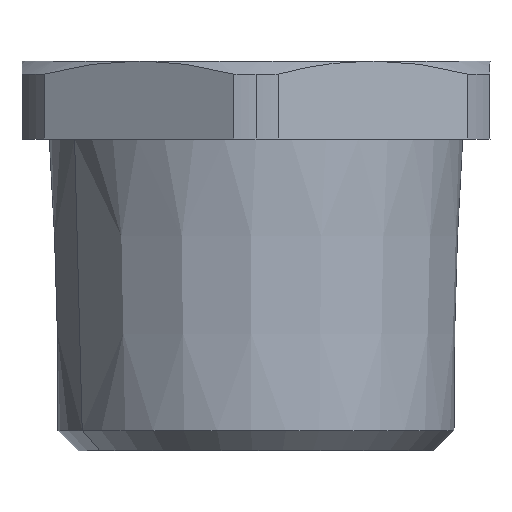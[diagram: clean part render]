
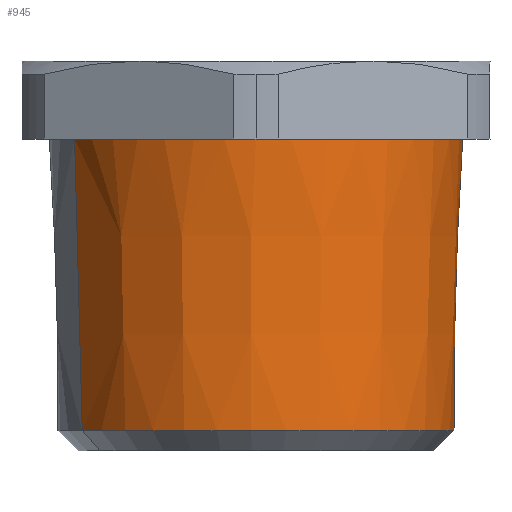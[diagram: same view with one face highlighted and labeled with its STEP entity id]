
A CAD part, front view. The second image highlights one B-rep face of the part: STEP entity #945.
In plain terms, the highlighted conical face has half-angle 1.7 degrees and reference radius 10.125 mm.
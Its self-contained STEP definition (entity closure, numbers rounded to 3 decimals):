
#655=AXIS2_PLACEMENT_3D('Circle Axis2P3D',#653,#654,$) ;
#662=AXIS2_PLACEMENT_3D('Circle Axis2P3D',#660,#661,$) ;
#931=AXIS2_PLACEMENT_3D('Cone Axis2P3D',#928,#929,#930) ;
#935=AXIS2_PLACEMENT_3D('Circle Axis2P3D',#933,#934,$) ;
#648=CARTESIAN_POINT('Vertex',(2.698,8.168,16.)) ;
#653=CARTESIAN_POINT('Axis2P3D Location',(12.,13.25,16.)) ;
#657=CARTESIAN_POINT('Vertex',(12.,2.65,16.)) ;
#660=CARTESIAN_POINT('Axis2P3D Location',(12.,13.25,16.)) ;
#664=CARTESIAN_POINT('Vertex',(21.302,18.332,16.)) ;
#893=CARTESIAN_POINT('Line Origine',(-13009.732,-7100.555,499609.354)) ;
#897=CARTESIAN_POINT('Vertex',(3.088,8.381,1.031)) ;
#900=CARTESIAN_POINT('Line Origine',(13033.732,7127.055,499609.354)) ;
#904=CARTESIAN_POINT('Vertex',(20.912,18.119,1.031)) ;
#928=CARTESIAN_POINT('Axis2P3D Location',(12.,13.25,0.)) ;
#933=CARTESIAN_POINT('Axis2P3D Location',(12.,13.25,1.031)) ;
#654=DIRECTION('Axis2P3D Direction',(0.,0.,-1.)) ;
#661=DIRECTION('Axis2P3D Direction',(0.,0.,-1.)) ;
#894=DIRECTION('Vector Direction',(-0.026,-0.014,1.)) ;
#901=DIRECTION('Vector Direction',(0.026,0.014,1.)) ;
#929=DIRECTION('Axis2P3D Direction',(0.,0.,1.)) ;
#930=DIRECTION('Axis2P3D XDirection',(-0.878,-0.479,0.)) ;
#934=DIRECTION('Axis2P3D Direction',(0.,-0.,1.)) ;
#895=VECTOR('Line Direction',#894,1.) ;
#902=VECTOR('Line Direction',#901,1.) ;
#939=ORIENTED_EDGE('',*,*,#906,.T.) ;
#940=ORIENTED_EDGE('',*,*,#666,.T.) ;
#941=ORIENTED_EDGE('',*,*,#659,.T.) ;
#942=ORIENTED_EDGE('',*,*,#899,.F.) ;
#943=ORIENTED_EDGE('',*,*,#937,.T.) ;
#945=ADVANCED_FACE('PartBody',(#944),#932,.T.) ;
#656=CIRCLE('generated circle',#655,10.6) ;
#663=CIRCLE('generated circle',#662,10.6) ;
#936=CIRCLE('generated circle',#935,10.156) ;
#932=CONICAL_SURFACE('Cone',#931,10.125,0.03) ;
#659=EDGE_CURVE('',#658,#649,#656,.T.) ;
#666=EDGE_CURVE('',#665,#658,#663,.T.) ;
#899=EDGE_CURVE('',#898,#649,#896,.T.) ;
#906=EDGE_CURVE('',#905,#665,#903,.T.) ;
#937=EDGE_CURVE('',#898,#905,#936,.T.) ;
#938=EDGE_LOOP('',(#939,#940,#941,#942,#943)) ;
#944=FACE_OUTER_BOUND('',#938,.T.) ;
#896=LINE('Line',#893,#895) ;
#903=LINE('Line',#900,#902) ;
#649=VERTEX_POINT('',#648) ;
#658=VERTEX_POINT('',#657) ;
#665=VERTEX_POINT('',#664) ;
#898=VERTEX_POINT('',#897) ;
#905=VERTEX_POINT('',#904) ;
